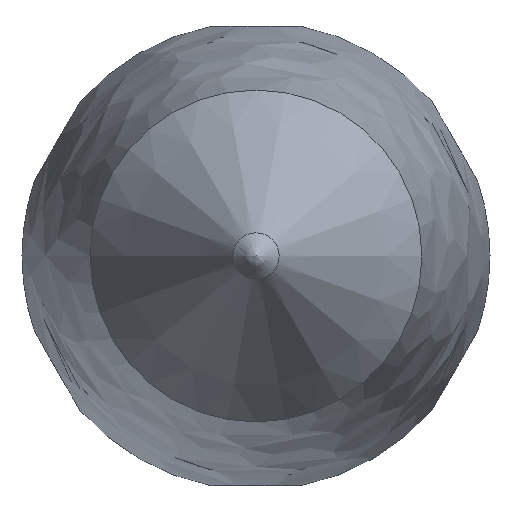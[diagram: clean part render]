
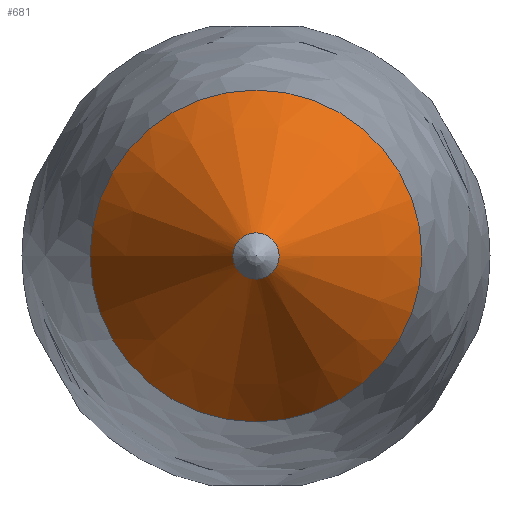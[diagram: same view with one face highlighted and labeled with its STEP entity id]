
A CAD part, front view. The second image highlights one B-rep face of the part: STEP entity #681.
In plain terms, the highlighted conical face has half-angle 30 degrees and reference radius 10.707 mm.
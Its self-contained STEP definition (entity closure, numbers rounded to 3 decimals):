
#42=CONICAL_SURFACE('',#778,10.707,0.524);
#110=FACE_OUTER_BOUND('',#171,.T.);
#171=EDGE_LOOP('',(#595,#596,#597,#598,#599,#600));
#211=CIRCLE('',#776,2.616);
#212=CIRCLE('',#777,2.616);
#213=CIRCLE('',#779,18.797);
#214=CIRCLE('',#780,18.797);
#235=LINE('',#1667,#256);
#256=VECTOR('',#970,10.707);
#340=VERTEX_POINT('',#1654);
#342=VERTEX_POINT('',#1659);
#343=VERTEX_POINT('',#1663);
#344=VERTEX_POINT('',#1664);
#431=EDGE_CURVE('',#342,#340,#211,.T.);
#432=EDGE_CURVE('',#340,#342,#212,.T.);
#433=EDGE_CURVE('',#343,#344,#213,.T.);
#434=EDGE_CURVE('',#344,#343,#214,.T.);
#435=EDGE_CURVE('',#344,#342,#235,.T.);
#595=ORIENTED_EDGE('',*,*,#433,.F.);
#596=ORIENTED_EDGE('',*,*,#434,.F.);
#597=ORIENTED_EDGE('',*,*,#435,.T.);
#598=ORIENTED_EDGE('',*,*,#431,.T.);
#599=ORIENTED_EDGE('',*,*,#432,.T.);
#600=ORIENTED_EDGE('',*,*,#435,.F.);
#681=ADVANCED_FACE('',(#110),#42,.T.);
#776=AXIS2_PLACEMENT_3D('',#1660,#960,#961);
#777=AXIS2_PLACEMENT_3D('',#1661,#962,#963);
#778=AXIS2_PLACEMENT_3D('',#1662,#964,#965);
#779=AXIS2_PLACEMENT_3D('',#1665,#966,#967);
#780=AXIS2_PLACEMENT_3D('',#1666,#968,#969);
#960=DIRECTION('center_axis',(0.,1.,0.));
#961=DIRECTION('ref_axis',(1.,0.,0.));
#962=DIRECTION('center_axis',(0.,1.,0.));
#963=DIRECTION('ref_axis',(1.,0.,0.));
#964=DIRECTION('center_axis',(0.,1.,0.));
#965=DIRECTION('ref_axis',(-1.,0.,0.));
#966=DIRECTION('center_axis',(0.,1.,0.));
#967=DIRECTION('ref_axis',(1.,0.,0.));
#968=DIRECTION('center_axis',(0.,1.,0.));
#969=DIRECTION('ref_axis',(1.,0.,0.));
#970=DIRECTION('',(-0.5,-0.866,0.));
#1654=CARTESIAN_POINT('',(-2.616,-69.913,0.));
#1659=CARTESIAN_POINT('',(2.616,-69.913,0.));
#1660=CARTESIAN_POINT('Origin',(0.,-69.913,0.));
#1661=CARTESIAN_POINT('Origin',(0.,-69.913,0.));
#1662=CARTESIAN_POINT('Origin',(0.,-55.901,0.));
#1663=CARTESIAN_POINT('',(-18.797,-41.888,0.));
#1664=CARTESIAN_POINT('',(18.797,-41.888,0.));
#1665=CARTESIAN_POINT('Origin',(0.,-41.888,0.));
#1666=CARTESIAN_POINT('Origin',(0.,-41.888,0.));
#1667=CARTESIAN_POINT('',(10.707,-55.901,0.));
